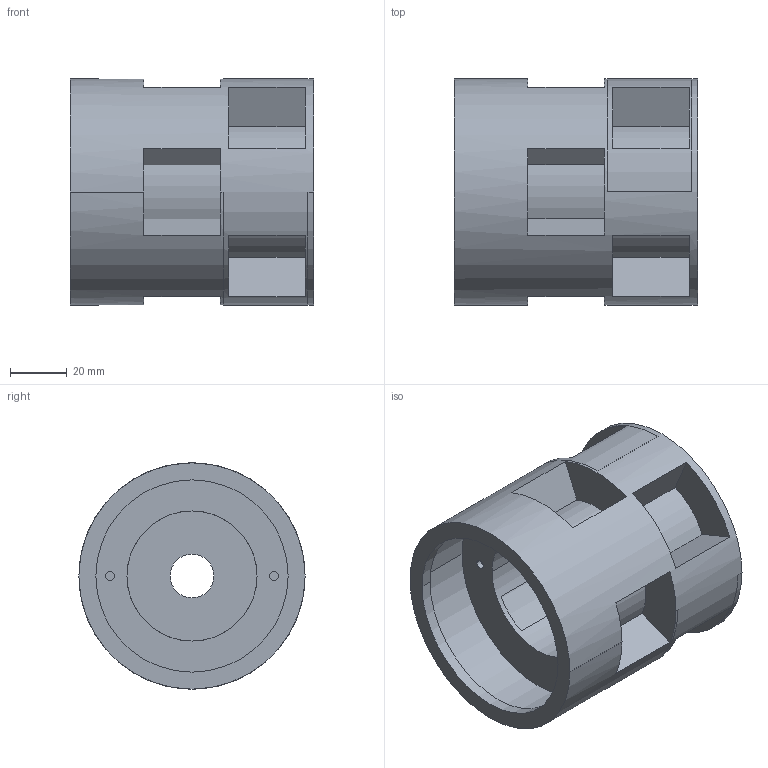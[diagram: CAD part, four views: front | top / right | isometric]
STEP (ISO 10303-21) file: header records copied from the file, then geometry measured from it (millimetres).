
FILE_DESCRIPTION((''),'2;1');
FILE_NAME('TOP','2019-12-27T14:04:08',('max'),(''),'CREO PARAMETRIC BY PTC INC, 2019224','CREO PARAMETRIC BY PTC INC, 2019224','');
FILE_SCHEMA(('CONFIG_CONTROL_DESIGN'));
Length unit declared in the file: millimetre
Products named in the file (1): TOP
Bounding box: 86 x 80 x 80 mm (x, y, z)
Volume: 75797.4 mm3; surface area: 71780.5 mm2
Topology: 1 solids, 1 shells, 112 faces, 305 edges, 206 vertices
Faces by surface type: plane 80, cylinder 32
Entity records: 3635 total; most frequent: DIRECTION 637, CARTESIAN_POINT 623, ORIENTED_EDGE 610, EDGE_CURVE 305, AXIS2_PLACEMENT_3D 220, VERTEX_POINT 206, VECTOR 197, LINE 197
